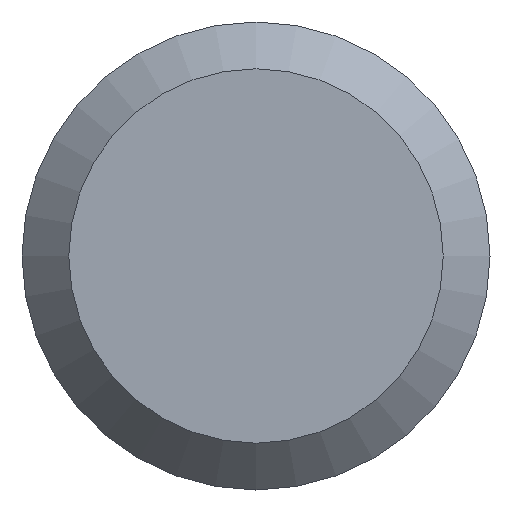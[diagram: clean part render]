
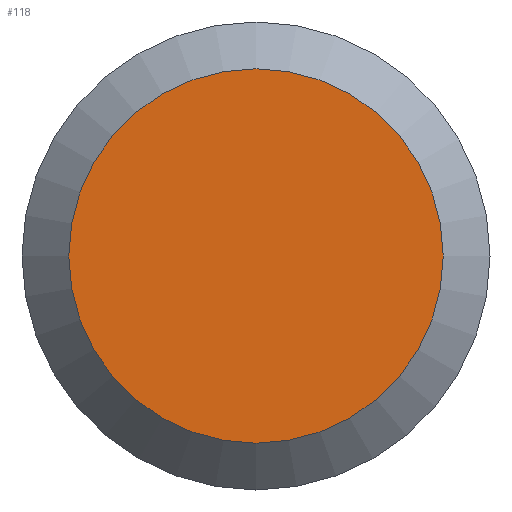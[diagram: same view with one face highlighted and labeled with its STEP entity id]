
A CAD part, left-side view. The second image highlights one B-rep face of the part: STEP entity #118.
In plain terms, the highlighted planar face has unit normal (-1, 0, 0).
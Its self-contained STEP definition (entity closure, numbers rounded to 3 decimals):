
#9 = FACE_OUTER_BOUND ( 'NONE', #106, .T. ) ;
#16 = CARTESIAN_POINT ( 'NONE',  ( 0., 0., -3.2 ) ) ;
#30 = EDGE_CURVE ( 'NONE', #95, #95, #96, .T. ) ;
#43 = DIRECTION ( 'NONE',  ( -1., 0., 0. ) ) ;
#50 = PLANE ( 'NONE',  #100 ) ;
#65 = DIRECTION ( 'NONE',  ( 1., 0., 0. ) ) ;
#88 = AXIS2_PLACEMENT_3D ( 'NONE', #138, #43, #92 ) ;
#92 = DIRECTION ( 'NONE',  ( 0., 0., -1. ) ) ;
#95 = VERTEX_POINT ( 'NONE', #16 ) ;
#96 = CIRCLE ( 'NONE', #88, 3.2 ) ;
#100 = AXIS2_PLACEMENT_3D ( 'NONE', #126, #65, #167 ) ;
#106 = EDGE_LOOP ( 'NONE', ( #176 ) ) ;
#118 = ADVANCED_FACE ( 'NONE', ( #9 ), #50, .F. ) ;
#126 = CARTESIAN_POINT ( 'NONE',  ( 0., 4., 0. ) ) ;
#138 = CARTESIAN_POINT ( 'NONE',  ( 0., 0., 0. ) ) ;
#167 = DIRECTION ( 'NONE',  ( 0., 0., -1. ) ) ;
#176 = ORIENTED_EDGE ( 'NONE', *, *, #30, .T. ) ;
